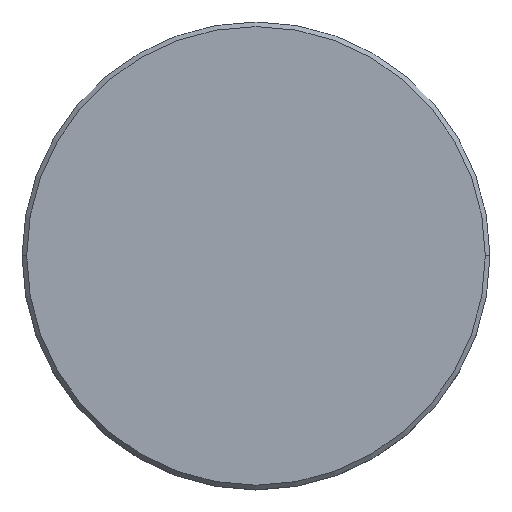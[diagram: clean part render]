
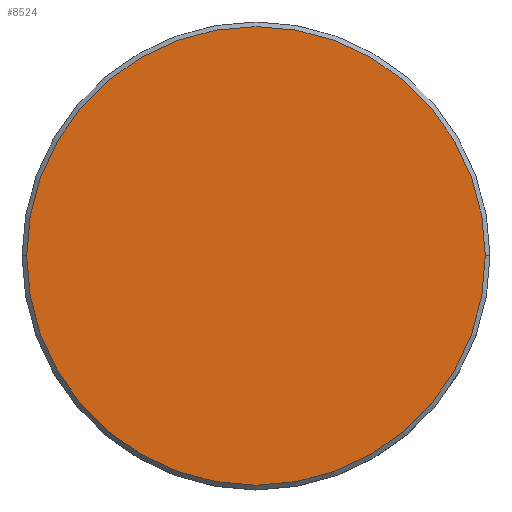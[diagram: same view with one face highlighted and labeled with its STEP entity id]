
A CAD part, top view. The second image highlights one B-rep face of the part: STEP entity #8524.
In plain terms, the highlighted planar face has unit normal (0, 0, 1).
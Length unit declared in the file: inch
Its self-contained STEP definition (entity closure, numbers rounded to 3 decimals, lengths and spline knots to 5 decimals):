
#84 = VERTEX_POINT ( 'NONE', #8335 ) ;
#1398 = PLANE ( 'NONE',  #5502 ) ;
#1832 = FACE_OUTER_BOUND ( 'NONE', #4402, .T. ) ;
#1947 = EDGE_CURVE ( 'NONE', #84, #2949, #4724, .T. ) ;
#2222 = CARTESIAN_POINT ( 'NONE',  ( 0., 0., 0.11811 ) ) ;
#2350 = ORIENTED_EDGE ( 'NONE', *, *, #6402, .T. ) ;
#2412 = CARTESIAN_POINT ( 'NONE',  ( -0.49016, 0., 0.11811 ) ) ;
#2520 = AXIS2_PLACEMENT_3D ( 'NONE', #3849, #8818, #4576 ) ;
#2819 = DIRECTION ( 'NONE',  ( 0., 0., 1. ) ) ;
#2840 = AXIS2_PLACEMENT_3D ( 'NONE', #2222, #7212, #2924 ) ;
#2924 = DIRECTION ( 'NONE',  ( 1., 0., 0. ) ) ;
#2949 = VERTEX_POINT ( 'NONE', #2412 ) ;
#3849 = CARTESIAN_POINT ( 'NONE',  ( 0., 0., 0.11811 ) ) ;
#4402 = EDGE_LOOP ( 'NONE', ( #2350, #9114 ) ) ;
#4414 = CIRCLE ( 'NONE', #2840, 0.49016 ) ;
#4576 = DIRECTION ( 'NONE',  ( 1., 0., 0. ) ) ;
#4724 = CIRCLE ( 'NONE', #2520, 0.49016 ) ;
#5502 = AXIS2_PLACEMENT_3D ( 'NONE', #6388, #2819, #7799 ) ;
#6388 = CARTESIAN_POINT ( 'NONE',  ( 0., 0., 0.11811 ) ) ;
#6402 = EDGE_CURVE ( 'NONE', #2949, #84, #4414, .T. ) ;
#7212 = DIRECTION ( 'NONE',  ( 0., 0., 1. ) ) ;
#7799 = DIRECTION ( 'NONE',  ( 1., 0., 0. ) ) ;
#8335 = CARTESIAN_POINT ( 'NONE',  ( 0.49016, 0., 0.11811 ) ) ;
#8524 = ADVANCED_FACE ( 'NONE', ( #1832 ), #1398, .T. ) ;
#8818 = DIRECTION ( 'NONE',  ( 0., 0., 1. ) ) ;
#9114 = ORIENTED_EDGE ( 'NONE', *, *, #1947, .T. ) ;
